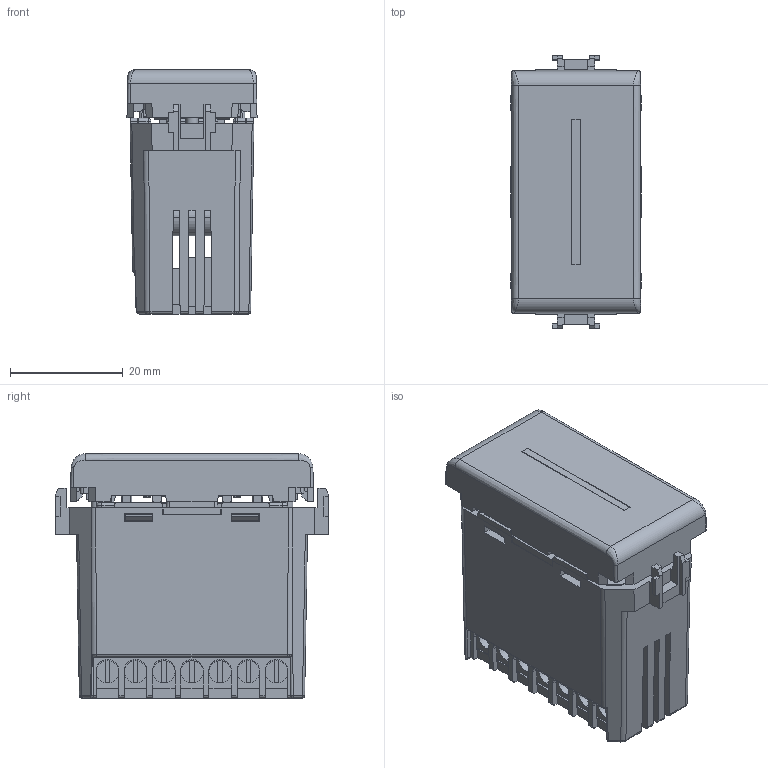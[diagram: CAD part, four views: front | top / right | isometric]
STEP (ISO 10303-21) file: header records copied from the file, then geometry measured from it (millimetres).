
FILE_DESCRIPTION (( 'STEP AP203' ), '1' );
FILE_NAME ('4BCU1S-MATIX.STEP', '2024-02-14T09:53:55', ( '' ), ( '' ), 'SwSTEP 2.0', 'SolidWorks 2020', '' );
FILE_SCHEMA (( 'CONFIG_CONTROL_DESIGN' ));
Length unit declared in the file: millimetre
Products named in the file (10): 4BOX-SWITCH+WIFI-PCB____-20221013^4BCU1SM-AM(2)_4BCU1SM-AM; PCB-A^4BOX-SWITCH+WIFI-PCB____-20221013_4BCU1SM-AM(2)_4BCU1SM-AM; 4BOX-WIFI________-20221015^4BCU1SM-AM(2)_4BCU1SM-AM; 4BCU1S-MATIX; 4BOX-WIFI________-20221111____^4BCU1SM-AM(2)_4BCU1SM-AM; _________a^4BOX-SWITCH+WIFI-PCB____-20221013_4BCU1SM-AM(2)_4BCU1SM-AM; 4BOX-WIFI________-M-________-20221110^4BCU1SM-AM(2)_4BCU1SM-AM; PCB-B^4BOX-SWITCH+WIFI-PCB____-20221013_4BCU1SM-AM(2)_4BCU1SM-AM; 4BOX-WIFI________-M-20221116^4BCU1SM-AM(2)_4BCU1SM-AM; 4BOX-WIFI________-M-20221110____^4BCU1SM-AM(2)_4BCU1SM-AM
Assembly tree (9 placements, depth 3):
  4BCU1S-MATIX
    4BOX-SWITCH+WIFI-PCB____-20221013^4BCU1SM-AM(2)_4BCU1SM-AM
      PCB-A^4BOX-SWITCH+WIFI-PCB____-20221013_4BCU1SM-AM(2)_4BCU1SM-AM
      PCB-B^4BOX-SWITCH+WIFI-PCB____-20221013_4BCU1SM-AM(2)_4BCU1SM-AM
      _________a^4BOX-SWITCH+WIFI-PCB____-20221013_4BCU1SM-AM(2)_4BCU1SM-AM
    4BOX-WIFI________-20221111____^4BCU1SM-AM(2)_4BCU1SM-AM
    4BOX-WIFI________-20221015^4BCU1SM-AM(2)_4BCU1SM-AM
    4BOX-WIFI________-M-20221110____^4BCU1SM-AM(2)_4BCU1SM-AM
    4BOX-WIFI________-M-20221116^4BCU1SM-AM(2)_4BCU1SM-AM
    4BOX-WIFI________-M-________-20221110^4BCU1SM-AM(2)_4BCU1SM-AM
Bounding box: 23.11 x 48.5 x 43.4 mm (x, y, z)
Volume: 19779.8 mm3; surface area: 26986.1 mm2
Topology: 8 solids, 8 shells, 1915 faces, 5490 edges, 3596 vertices
Faces by surface type: plane 1450, cylinder 356, bspline 75, torus 12, cone 12, sphere 10
Entity records: 66384 total; most frequent: CARTESIAN_POINT 15902, ORIENTED_EDGE 10956, DIRECTION 9328, EDGE_CURVE 5478, LINE 4500, VECTOR 4500, VERTEX_POINT 3596, AXIS2_PLACEMENT_3D 2414
